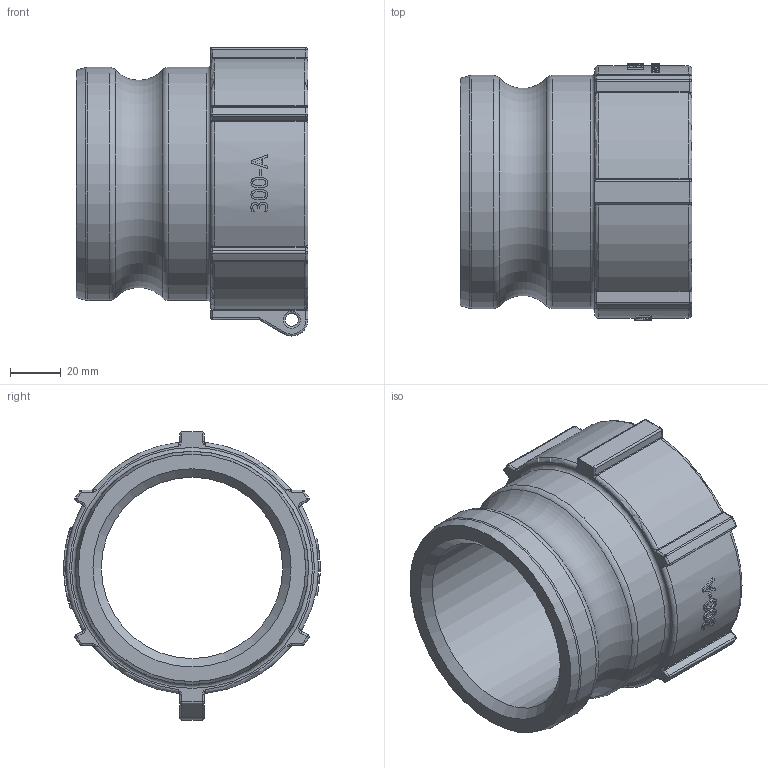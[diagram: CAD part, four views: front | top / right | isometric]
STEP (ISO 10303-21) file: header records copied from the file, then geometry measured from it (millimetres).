
FILE_DESCRIPTION(/* description */ ('3" MALE ADAPTER X 3" FNPT'),/* implementation_level */ '2;1');
FILE_NAME(/* name */ '300A.stp',/* time_stamp */ '2017-08-14T08:38:33-04:00',/* author */ ('MJC'),/* organization */ (''),/* preprocessor_version */ 'ST-DEVELOPER v16.5',/* originating_system */ 'Autodesk Inventor 2017',/* authorisation */ '');
FILE_SCHEMA (('AUTOMOTIVE_DESIGN { 1 0 10303 214 3 1 1 }'));
Length unit declared in the file: inch
Products named in the file (2): 300A; 300AX
Assembly tree (1 placements, depth 2):
  300A
    300AX
Bounding box: 90.93 x 100.58 x 113.03 mm (x, y, z)
Volume: 206758.8 mm3; surface area: 63624.6 mm2
Topology: 1 solids, 1 shells, 534 faces, 1366 edges, 836 vertices
Faces by surface type: bspline 186, plane 179, cylinder 104, torus 30, sphere 20, cone 15
Full cylindrical faces by diameter (mm): 5.08 x1, 71.12 x1, 91.491 x2
Entity records: 21880 total; most frequent: CARTESIAN_POINT 10326, ORIENTED_EDGE 2568, DIRECTION 2049, EDGE_CURVE 1284, VERTEX_POINT 815, AXIS2_PLACEMENT_3D 765, EDGE_LOOP 583, FACE_OUTER_BOUND 525
